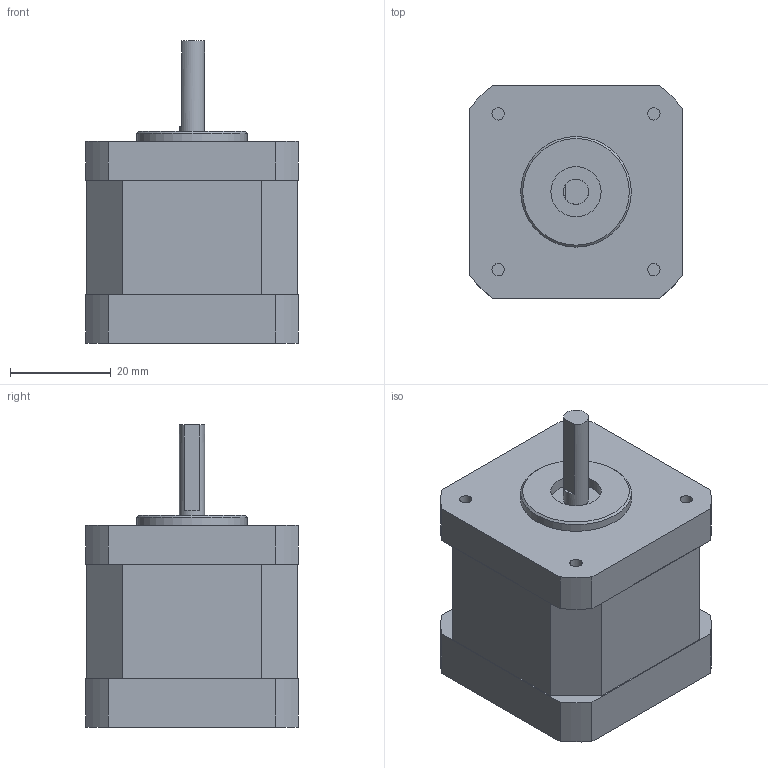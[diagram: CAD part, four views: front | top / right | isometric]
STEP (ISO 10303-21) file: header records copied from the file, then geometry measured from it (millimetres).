
FILE_DESCRIPTION(('FreeCAD Model'),'2;1');
FILE_NAME('NEMA-17_Stepper_Motor_40mm.step','2014-11-30T09:19:57',('FreeCAD') ,('FreeCAD'),'Open CASCADE STEP processor 6.7','FreeCAD','Unknown');
FILE_SCHEMA(('AUTOMOTIVE_DESIGN_CC2 { 1 2 10303 214 -1 1 5 4 }'));
Length unit declared in the file: millimetre
Products named in the file (1): Nema-17-motor-40mm-final
Bounding box: 42.3 x 42.3 x 60.1 mm (x, y, z)
Volume: 68749 mm3; surface area: 10711.1 mm2
Topology: 1 solids, 1 shells, 55 faces, 117 edges, 78 vertices
Faces by surface type: plane 34, cylinder 20, cone 1
Full cylindrical faces by diameter (mm): 2.45 x4, 3 x4, 5 x1, 9 x1, 10 x1, 22 x1
Entity records: 3526 total; most frequent: CARTESIAN_POINT 715, DIRECTION 467, LINE 262, VECTOR 262, ORIENTED_EDGE 234, PCURVE 234, DEFINITIONAL_REPRESENTATION 234, EDGE_CURVE 117
